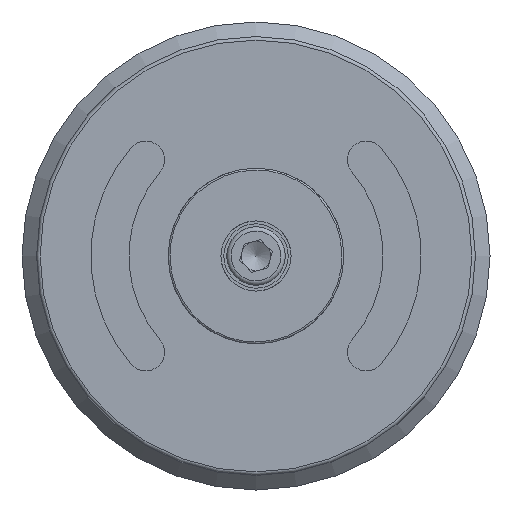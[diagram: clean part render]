
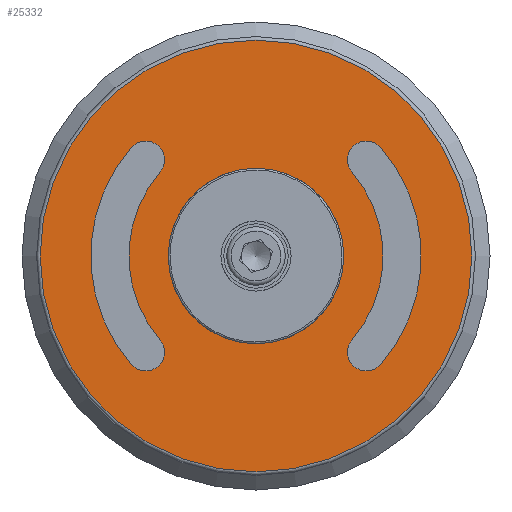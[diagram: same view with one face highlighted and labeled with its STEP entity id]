
A CAD part, front view. The second image highlights one B-rep face of the part: STEP entity #25332.
In plain terms, the highlighted planar face has unit normal (0, -1, 0).
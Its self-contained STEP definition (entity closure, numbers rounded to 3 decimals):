
#27 = CARTESIAN_POINT ( 'NONE',  ( 16.415, -125., -14.269 ) ) ;
#64 = VERTEX_POINT ( 'NONE', #41481 ) ;
#205 = ORIENTED_EDGE ( 'NONE', *, *, #35028, .T. ) ;
#353 = AXIS2_PLACEMENT_3D ( 'NONE', #39320, #19291, #32303 ) ;
#1194 = AXIS2_PLACEMENT_3D ( 'NONE', #3583, #7095, #13522 ) ;
#1623 = DIRECTION ( 'NONE',  ( 0., 1., 0. ) ) ;
#2371 = EDGE_LOOP ( 'NONE', ( #28510, #35141, #17088, #205 ) ) ;
#2596 = ORIENTED_EDGE ( 'NONE', *, *, #37716, .F. ) ;
#2974 = DIRECTION ( 'NONE',  ( 0., 0., -1. ) ) ;
#3457 = CARTESIAN_POINT ( 'NONE',  ( 0., -125., -36.9 ) ) ;
#3498 = AXIS2_PLACEMENT_3D ( 'NONE', #37732, #34385, #20340 ) ;
#3583 = CARTESIAN_POINT ( 'NONE',  ( 0., -125., 0. ) ) ;
#3666 = DIRECTION ( 'NONE',  ( 0., 1., 0. ) ) ;
#3849 = CIRCLE ( 'NONE', #4408, 21.75 ) ;
#4338 = CARTESIAN_POINT ( 'NONE',  ( 0., -125., 0. ) ) ;
#4408 = AXIS2_PLACEMENT_3D ( 'NONE', #13395, #36180, #19942 ) ;
#4469 = AXIS2_PLACEMENT_3D ( 'NONE', #28470, #22062, #5003 ) ;
#5003 = DIRECTION ( 'NONE',  ( 0., 0., -1. ) ) ;
#5398 = EDGE_CURVE ( 'NONE', #7496, #22803, #33164, .T. ) ;
#7095 = DIRECTION ( 'NONE',  ( 0., -1., 0. ) ) ;
#7232 = FACE_OUTER_BOUND ( 'NONE', #23473, .T. ) ;
#7496 = VERTEX_POINT ( 'NONE', #18515 ) ;
#7564 = DIRECTION ( 'NONE',  ( 0., 0., 1. ) ) ;
#8354 = ORIENTED_EDGE ( 'NONE', *, *, #27183, .T. ) ;
#8859 = CARTESIAN_POINT ( 'NONE',  ( -16.415, -125., 14.269 ) ) ;
#10582 = ORIENTED_EDGE ( 'NONE', *, *, #33633, .T. ) ;
#10978 = VERTEX_POINT ( 'NONE', #29815 ) ;
#11344 = DIRECTION ( 'NONE',  ( 0., 1., 0. ) ) ;
#11960 = VERTEX_POINT ( 'NONE', #27375 ) ;
#12063 = EDGE_CURVE ( 'NONE', #10978, #28919, #23229, .T. ) ;
#13395 = CARTESIAN_POINT ( 'NONE',  ( 0., -125., 0. ) ) ;
#13522 = DIRECTION ( 'NONE',  ( 0., 0., -1. ) ) ;
#14054 = DIRECTION ( 'NONE',  ( 0., 1., 0. ) ) ;
#14589 = EDGE_LOOP ( 'NONE', ( #42534, #37603, #8354, #10582 ) ) ;
#14919 = DIRECTION ( 'NONE',  ( 0., 0., 1. ) ) ;
#15097 = DIRECTION ( 'NONE',  ( 0., 0., -1. ) ) ;
#15454 = AXIS2_PLACEMENT_3D ( 'NONE', #31322, #11344, #15097 ) ;
#17088 = ORIENTED_EDGE ( 'NONE', *, *, #25150, .T. ) ;
#18515 = CARTESIAN_POINT ( 'NONE',  ( -21.321, -125., 18.534 ) ) ;
#18664 = CIRCLE ( 'NONE', #15454, 28.25 ) ;
#19291 = DIRECTION ( 'NONE',  ( 0., 1., 0. ) ) ;
#19942 = DIRECTION ( 'NONE',  ( 0., 0., -1. ) ) ;
#20340 = DIRECTION ( 'NONE',  ( 0., 0., 1. ) ) ;
#20439 = CIRCLE ( 'NONE', #1194, 36.9 ) ;
#22062 = DIRECTION ( 'NONE',  ( 0., 1., 0. ) ) ;
#22153 = CARTESIAN_POINT ( 'NONE',  ( -21.321, -125., -18.534 ) ) ;
#22803 = VERTEX_POINT ( 'NONE', #8859 ) ;
#23229 = CIRCLE ( 'NONE', #25466, 3.25 ) ;
#23342 = CARTESIAN_POINT ( 'NONE',  ( 0., -125., 0. ) ) ;
#23473 = EDGE_LOOP ( 'NONE', ( #30309 ) ) ;
#23624 = AXIS2_PLACEMENT_3D ( 'NONE', #23342, #3666, #23768 ) ;
#23626 = VERTEX_POINT ( 'NONE', #23993 ) ;
#23768 = DIRECTION ( 'NONE',  ( 0., 0., 1. ) ) ;
#23929 = CARTESIAN_POINT ( 'NONE',  ( -18.868, -125., -16.401 ) ) ;
#23974 = AXIS2_PLACEMENT_3D ( 'NONE', #38302, #1623, #24935 ) ;
#23993 = CARTESIAN_POINT ( 'NONE',  ( 0., -125., 15. ) ) ;
#24245 = CIRCLE ( 'NONE', #23624, 28.25 ) ;
#24277 = VERTEX_POINT ( 'NONE', #22153 ) ;
#24917 = FACE_BOUND ( 'NONE', #2371, .T. ) ;
#24935 = DIRECTION ( 'NONE',  ( 0., 0., 1. ) ) ;
#25150 = EDGE_CURVE ( 'NONE', #28919, #11960, #18664, .T. ) ;
#25191 = AXIS2_PLACEMENT_3D ( 'NONE', #4338, #26493, #7564 ) ;
#25332 = ADVANCED_FACE ( 'NONE', ( #7232, #41710, #32824, #24917 ), #29203, .F. ) ;
#25466 = AXIS2_PLACEMENT_3D ( 'NONE', #26014, #32940, #2974 ) ;
#26014 = CARTESIAN_POINT ( 'NONE',  ( 18.868, -125., 16.401 ) ) ;
#26493 = DIRECTION ( 'NONE',  ( 0., -1., 0. ) ) ;
#27183 = EDGE_CURVE ( 'NONE', #22803, #64, #30612, .T. ) ;
#27375 = CARTESIAN_POINT ( 'NONE',  ( 21.321, -125., -18.534 ) ) ;
#27707 = EDGE_LOOP ( 'NONE', ( #2596 ) ) ;
#28470 = CARTESIAN_POINT ( 'NONE',  ( 18.868, -125., -16.401 ) ) ;
#28510 = ORIENTED_EDGE ( 'NONE', *, *, #43399, .T. ) ;
#28919 = VERTEX_POINT ( 'NONE', #37439 ) ;
#29203 = PLANE ( 'NONE',  #353 ) ;
#29815 = CARTESIAN_POINT ( 'NONE',  ( 16.415, -125., 14.269 ) ) ;
#30309 = ORIENTED_EDGE ( 'NONE', *, *, #38412, .T. ) ;
#30612 = CIRCLE ( 'NONE', #3498, 21.75 ) ;
#31322 = CARTESIAN_POINT ( 'NONE',  ( 0., -125., 0. ) ) ;
#32303 = DIRECTION ( 'NONE',  ( 0., 0., -1. ) ) ;
#32824 = FACE_BOUND ( 'NONE', #14589, .T. ) ;
#32940 = DIRECTION ( 'NONE',  ( 0., 1., 0. ) ) ;
#33164 = CIRCLE ( 'NONE', #23974, 3.25 ) ;
#33458 = AXIS2_PLACEMENT_3D ( 'NONE', #23929, #14054, #14919 ) ;
#33633 = EDGE_CURVE ( 'NONE', #64, #24277, #36507, .T. ) ;
#34385 = DIRECTION ( 'NONE',  ( 0., -1., 0. ) ) ;
#35028 = EDGE_CURVE ( 'NONE', #11960, #42718, #36420, .T. ) ;
#35141 = ORIENTED_EDGE ( 'NONE', *, *, #12063, .T. ) ;
#35166 = CIRCLE ( 'NONE', #25191, 15. ) ;
#36180 = DIRECTION ( 'NONE',  ( 0., -1., 0. ) ) ;
#36420 = CIRCLE ( 'NONE', #4469, 3.25 ) ;
#36507 = CIRCLE ( 'NONE', #33458, 3.25 ) ;
#37439 = CARTESIAN_POINT ( 'NONE',  ( 21.321, -125., 18.534 ) ) ;
#37603 = ORIENTED_EDGE ( 'NONE', *, *, #5398, .T. ) ;
#37716 = EDGE_CURVE ( 'NONE', #23626, #23626, #35166, .T. ) ;
#37732 = CARTESIAN_POINT ( 'NONE',  ( 0., -125., 0. ) ) ;
#38302 = CARTESIAN_POINT ( 'NONE',  ( -18.868, -125., 16.401 ) ) ;
#38412 = EDGE_CURVE ( 'NONE', #40935, #40935, #20439, .T. ) ;
#39320 = CARTESIAN_POINT ( 'NONE',  ( 0., -125., 0. ) ) ;
#40935 = VERTEX_POINT ( 'NONE', #3457 ) ;
#41381 = EDGE_CURVE ( 'NONE', #24277, #7496, #24245, .T. ) ;
#41481 = CARTESIAN_POINT ( 'NONE',  ( -16.415, -125., -14.269 ) ) ;
#41710 = FACE_BOUND ( 'NONE', #27707, .T. ) ;
#42534 = ORIENTED_EDGE ( 'NONE', *, *, #41381, .T. ) ;
#42718 = VERTEX_POINT ( 'NONE', #27 ) ;
#43399 = EDGE_CURVE ( 'NONE', #42718, #10978, #3849, .T. ) ;
